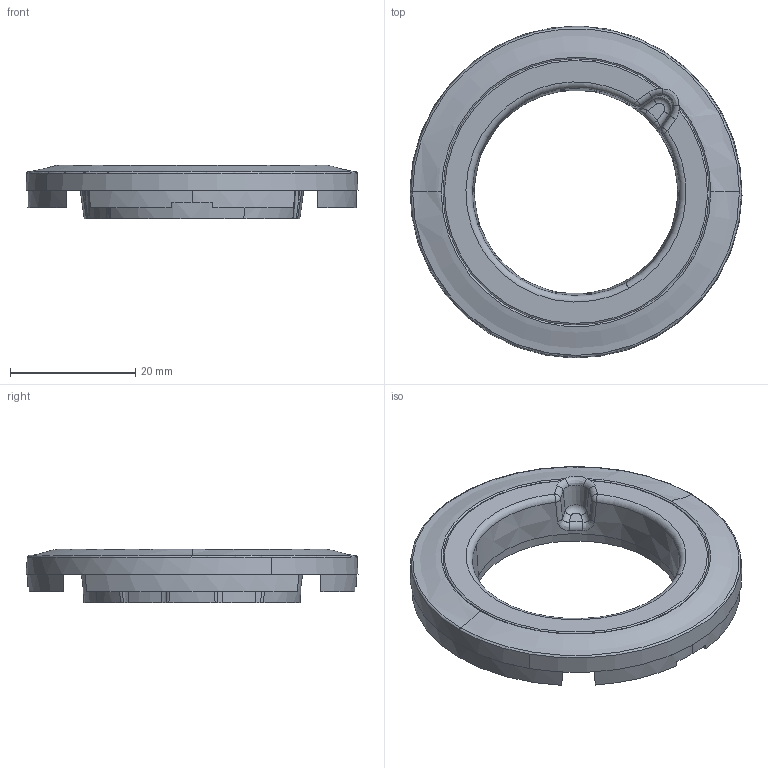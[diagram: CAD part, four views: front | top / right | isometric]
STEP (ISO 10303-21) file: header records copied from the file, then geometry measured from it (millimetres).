
FILE_DESCRIPTION(('CATIA V5 STEP Exchange','CAx-IF Rec.Pracs.--- Model Styling and Organization---1.5--- 2016-08-15','CAx-IF Rec.Pracs.---Supplemental Geometry---1.0---2011-11-01','CAx-IF Rec.Pracs.--- Composite Materials ---1.1---2010-07-15'),'2;1');
FILE_NAME('CB0290_simplifier.stp','2024-03-25T07:16:52+00:00',('none'),('none'),'CATIA Version 5-6 Release 2020 SP5','CATIA V5 STEP AP214 v2','none');
FILE_SCHEMA(('AUTOMOTIVE_DESIGN { 1 0 10303 214 1 1 1 1 }'));
Length unit declared in the file: millimetre
Products named in the file (1): ED10332_A
Bounding box: 52.99 x 52.99 x 8.5 mm (x, y, z)
Volume: 4168.4 mm3; surface area: 5682.5 mm2
Topology: 1 solids, 1 shells, 164 faces, 442 edges, 280 vertices
Faces by surface type: plane 59, cone 48, bspline 25, cylinder 17, torus 9, revolution 4, sphere 2
Entity records: 6149 total; most frequent: CARTESIAN_POINT 2694, ORIENTED_EDGE 880, EDGE_CURVE 440, DIRECTION 427, VERTEX_POINT 280, AXIS2_PLACEMENT_3D 218, B_SPLINE_CURVE_WITH_KNOTS 201, EDGE_LOOP 168
